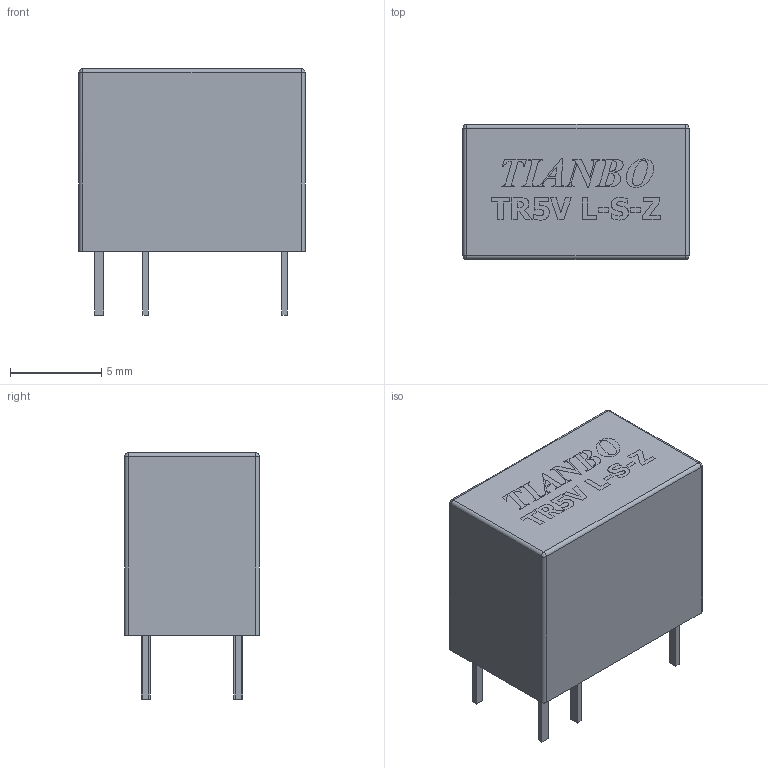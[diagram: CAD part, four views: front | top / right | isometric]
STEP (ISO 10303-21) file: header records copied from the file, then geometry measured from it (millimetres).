
FILE_DESCRIPTION (( 'STEP AP214' ), '1' );
FILE_NAME ('User Library-TR5V L-S-Z.STEP', '2012-09-09T07:34:55', ( 'SysAdmin' ), ( 'SolidWorks' ), 'SwSTEP 2.0', 'SolidWorks 2012', '' );
FILE_SCHEMA (( 'AUTOMOTIVE_DESIGN' ));
Length unit declared in the file: millimetre
Products named in the file (1): User Library-TR5V L-S-Z
Bounding box: 12.4 x 7.4 x 13.5 mm (x, y, z)
Volume: 920.1 mm3; surface area: 606.2 mm2
Topology: 1 solids, 1 shells, 68 faces, 320 edges, 276 vertices
Faces by surface type: plane 56, cylinder 8, bspline 4
Entity records: 4739 total; most frequent: CARTESIAN_POINT 1678, ORIENTED_EDGE 632, EDGE_CURVE 316, VERTEX_POINT 276, DIRECTION 247, B_SPLINE_CURVE_WITH_KNOTS 213, EDGE_LOOP 94, LINE 89
